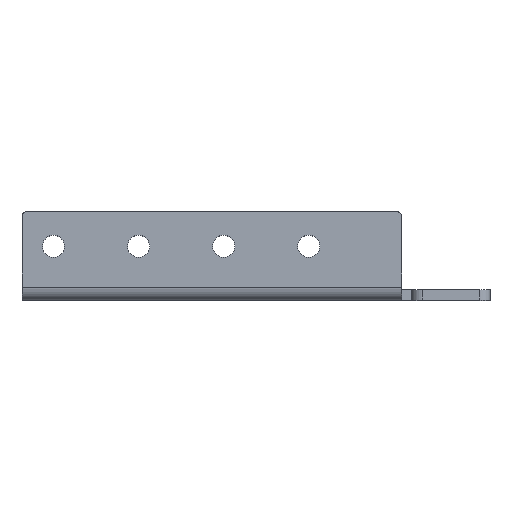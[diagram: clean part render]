
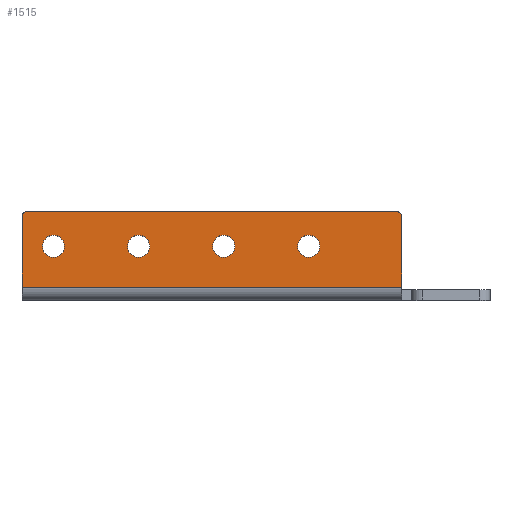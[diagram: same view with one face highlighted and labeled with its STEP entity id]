
A CAD part, top view. The second image highlights one B-rep face of the part: STEP entity #1515.
In plain terms, the highlighted planar face has unit normal (0, 0, 1).
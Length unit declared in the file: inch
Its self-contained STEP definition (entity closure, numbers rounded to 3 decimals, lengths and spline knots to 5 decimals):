
#8 = EDGE_LOOP ( 'NONE', ( #1796, #1892, #1947, #1802, #1820, #1941 ) ) ;
#73 = LINE ( 'NONE', #1659, #82 ) ;
#82 = VECTOR ( 'NONE', #1612, 39.37008 ) ;
#162 = EDGE_LOOP ( 'NONE', ( #1937, #1949 ) ) ;
#249 = CIRCLE ( 'NONE', #615, 0.13 ) ;
#271 = CIRCLE ( 'NONE', #660, 0.13 ) ;
#302 = CIRCLE ( 'NONE', #745, 0.13 ) ;
#316 = EDGE_LOOP ( 'NONE', ( #1808, #1849 ) ) ;
#332 = LINE ( 'NONE', #1413, #401 ) ;
#339 = LINE ( 'NONE', #1379, #341 ) ;
#341 = VECTOR ( 'NONE', #1380, 39.37008 ) ;
#350 = CIRCLE ( 'NONE', #737, 0.13 ) ;
#381 = CIRCLE ( 'NONE', #780, 0.13 ) ;
#396 = CIRCLE ( 'NONE', #641, 0.13 ) ;
#398 = LINE ( 'NONE', #1568, #586 ) ;
#401 = VECTOR ( 'NONE', #1414, 39.37008 ) ;
#412 = CIRCLE ( 'NONE', #661, 0.13 ) ;
#454 = CIRCLE ( 'NONE', #845, 0.06 ) ;
#516 = CIRCLE ( 'NONE', #625, 0.13 ) ;
#533 = FACE_BOUND ( 'NONE', #316, .T. ) ;
#535 = FACE_BOUND ( 'NONE', #544, .T. ) ;
#544 = EDGE_LOOP ( 'NONE', ( #1969, #1960 ) ) ;
#548 = FACE_BOUND ( 'NONE', #602, .T. ) ;
#559 = CIRCLE ( 'NONE', #720, 0.06 ) ;
#561 = FACE_BOUND ( 'NONE', #162, .T. ) ;
#586 = VECTOR ( 'NONE', #1578, 39.37008 ) ;
#601 = FACE_OUTER_BOUND ( 'NONE', #8, .T. ) ;
#602 = EDGE_LOOP ( 'NONE', ( #1805, #1973 ) ) ;
#615 = AXIS2_PLACEMENT_3D ( 'NONE', #1638, #1776, #1753 ) ;
#623 = EDGE_CURVE ( 'NONE', #1694, #1685, #73, .T. ) ;
#625 = AXIS2_PLACEMENT_3D ( 'NONE', #1376, #1377, #1378 ) ;
#641 = AXIS2_PLACEMENT_3D ( 'NONE', #1419, #1428, #1429 ) ;
#645 = AXIS2_PLACEMENT_3D ( 'NONE', #1126, #1122, #1121 ) ;
#651 = EDGE_CURVE ( 'NONE', #1685, #1593, #454, .T. ) ;
#655 = EDGE_CURVE ( 'NONE', #1553, #1708, #249, .T. ) ;
#660 = AXIS2_PLACEMENT_3D ( 'NONE', #1336, #1344, #1345 ) ;
#661 = AXIS2_PLACEMENT_3D ( 'NONE', #1304, #1305, #1306 ) ;
#663 = EDGE_CURVE ( 'NONE', #1699, #1608, #398, .T. ) ;
#720 = AXIS2_PLACEMENT_3D ( 'NONE', #1312, #1314, #1315 ) ;
#737 = AXIS2_PLACEMENT_3D ( 'NONE', #1392, #1399, #1400 ) ;
#739 = EDGE_CURVE ( 'NONE', #1735, #1725, #412, .T. ) ;
#745 = AXIS2_PLACEMENT_3D ( 'NONE', #1350, #1362, #1363 ) ;
#749 = EDGE_CURVE ( 'NONE', #1608, #1694, #559, .T. ) ;
#767 = EDGE_CURVE ( 'NONE', #1712, #1711, #271, .T. ) ;
#775 = EDGE_CURVE ( 'NONE', #1716, #1680, #302, .T. ) ;
#780 = AXIS2_PLACEMENT_3D ( 'NONE', #1432, #1440, #1441 ) ;
#788 = EDGE_CURVE ( 'NONE', #1725, #1735, #516, .T. ) ;
#790 = EDGE_CURVE ( 'NONE', #1699, #1554, #339, .T. ) ;
#799 = EDGE_CURVE ( 'NONE', #1708, #1553, #350, .T. ) ;
#811 = EDGE_CURVE ( 'NONE', #1593, #1554, #332, .T. ) ;
#821 = EDGE_CURVE ( 'NONE', #1680, #1716, #396, .T. ) ;
#828 = EDGE_CURVE ( 'NONE', #1711, #1712, #381, .T. ) ;
#845 = AXIS2_PLACEMENT_3D ( 'NONE', #1747, #1677, #1604 ) ;
#940 = CARTESIAN_POINT ( 'NONE',  ( 0.5, 0.635, 0.155 ) ) ;
#946 = CARTESIAN_POINT ( 'NONE',  ( 0.24, 0.635, 0.155 ) ) ;
#951 = CARTESIAN_POINT ( 'NONE',  ( 3.24, 0.635, 0.155 ) ) ;
#954 = CARTESIAN_POINT ( 'NONE',  ( 1.24, 0.635, 0.155 ) ) ;
#955 = CARTESIAN_POINT ( 'NONE',  ( 1.5, 0.635, 0.155 ) ) ;
#956 = CARTESIAN_POINT ( 'NONE',  ( 2.5, 0.635, 0.155 ) ) ;
#962 = CARTESIAN_POINT ( 'NONE',  ( 4.46, 0.155, 0.155 ) ) ;
#967 = CARTESIAN_POINT ( 'NONE',  ( 4.4, 1.045, 0.155 ) ) ;
#974 = CARTESIAN_POINT ( 'NONE',  ( 0.06, 1.045, 0.155 ) ) ;
#978 = CARTESIAN_POINT ( 'NONE',  ( 3.5, 0.635, 0.155 ) ) ;
#1005 = CARTESIAN_POINT ( 'NONE',  ( 4.46, 0.985, 0.155 ) ) ;
#1008 = CARTESIAN_POINT ( 'NONE',  ( 0., 0.985, 0.155 ) ) ;
#1016 = CARTESIAN_POINT ( 'NONE',  ( 0., 0.155, 0.155 ) ) ;
#1017 = CARTESIAN_POINT ( 'NONE',  ( 2.24, 0.635, 0.155 ) ) ;
#1121 = DIRECTION ( 'NONE',  ( -1., 0., 0. ) ) ;
#1122 = DIRECTION ( 'NONE',  ( 0., 0., -1. ) ) ;
#1126 = CARTESIAN_POINT ( 'NONE',  ( 0., 1.045, 0.155 ) ) ;
#1129 = PLANE ( 'NONE',  #645 ) ;
#1304 = CARTESIAN_POINT ( 'NONE',  ( 0.37, 0.635, 0.155 ) ) ;
#1305 = DIRECTION ( 'NONE',  ( 0., 0., 1. ) ) ;
#1306 = DIRECTION ( 'NONE',  ( 1., 0., 0. ) ) ;
#1312 = CARTESIAN_POINT ( 'NONE',  ( 4.4, 0.985, 0.155 ) ) ;
#1314 = DIRECTION ( 'NONE',  ( 0., 0., 1. ) ) ;
#1315 = DIRECTION ( 'NONE',  ( -1., 0., 0. ) ) ;
#1336 = CARTESIAN_POINT ( 'NONE',  ( 1.37, 0.635, 0.155 ) ) ;
#1344 = DIRECTION ( 'NONE',  ( 0., 0., 1. ) ) ;
#1345 = DIRECTION ( 'NONE',  ( 1., 0., 0. ) ) ;
#1350 = CARTESIAN_POINT ( 'NONE',  ( 3.37, 0.635, 0.155 ) ) ;
#1362 = DIRECTION ( 'NONE',  ( 0., 0., 1. ) ) ;
#1363 = DIRECTION ( 'NONE',  ( 1., 0., 0. ) ) ;
#1376 = CARTESIAN_POINT ( 'NONE',  ( 0.37, 0.635, 0.155 ) ) ;
#1377 = DIRECTION ( 'NONE',  ( 0., 0., 1. ) ) ;
#1378 = DIRECTION ( 'NONE',  ( 1., 0., 0. ) ) ;
#1379 = CARTESIAN_POINT ( 'NONE',  ( 0., 0.155, 0.155 ) ) ;
#1380 = DIRECTION ( 'NONE',  ( -1., 0., 0. ) ) ;
#1392 = CARTESIAN_POINT ( 'NONE',  ( 2.37, 0.635, 0.155 ) ) ;
#1399 = DIRECTION ( 'NONE',  ( 0., 0., 1. ) ) ;
#1400 = DIRECTION ( 'NONE',  ( 1., 0., 0. ) ) ;
#1413 = CARTESIAN_POINT ( 'NONE',  ( 0., 1.045, 0.155 ) ) ;
#1414 = DIRECTION ( 'NONE',  ( 0., -1., 0. ) ) ;
#1419 = CARTESIAN_POINT ( 'NONE',  ( 3.37, 0.635, 0.155 ) ) ;
#1428 = DIRECTION ( 'NONE',  ( 0., 0., 1. ) ) ;
#1429 = DIRECTION ( 'NONE',  ( 1., 0., 0. ) ) ;
#1432 = CARTESIAN_POINT ( 'NONE',  ( 1.37, 0.635, 0.155 ) ) ;
#1440 = DIRECTION ( 'NONE',  ( 0., 0., 1. ) ) ;
#1441 = DIRECTION ( 'NONE',  ( 1., 0., 0. ) ) ;
#1515 = ADVANCED_FACE ( 'NONE', ( #561, #533, #601, #535, #548 ), #1129, .F. ) ;
#1553 = VERTEX_POINT ( 'NONE', #1017 ) ;
#1554 = VERTEX_POINT ( 'NONE', #1016 ) ;
#1568 = CARTESIAN_POINT ( 'NONE',  ( 4.46, 1.045, 0.155 ) ) ;
#1578 = DIRECTION ( 'NONE',  ( 0., 1., 0. ) ) ;
#1593 = VERTEX_POINT ( 'NONE', #1008 ) ;
#1604 = DIRECTION ( 'NONE',  ( -1., 0., 0. ) ) ;
#1608 = VERTEX_POINT ( 'NONE', #1005 ) ;
#1612 = DIRECTION ( 'NONE',  ( -1., 0., 0. ) ) ;
#1638 = CARTESIAN_POINT ( 'NONE',  ( 2.37, 0.635, 0.155 ) ) ;
#1659 = CARTESIAN_POINT ( 'NONE',  ( 0., 1.045, 0.155 ) ) ;
#1677 = DIRECTION ( 'NONE',  ( 0., 0., 1. ) ) ;
#1680 = VERTEX_POINT ( 'NONE', #978 ) ;
#1685 = VERTEX_POINT ( 'NONE', #974 ) ;
#1694 = VERTEX_POINT ( 'NONE', #967 ) ;
#1699 = VERTEX_POINT ( 'NONE', #962 ) ;
#1708 = VERTEX_POINT ( 'NONE', #956 ) ;
#1711 = VERTEX_POINT ( 'NONE', #955 ) ;
#1712 = VERTEX_POINT ( 'NONE', #954 ) ;
#1716 = VERTEX_POINT ( 'NONE', #951 ) ;
#1725 = VERTEX_POINT ( 'NONE', #946 ) ;
#1735 = VERTEX_POINT ( 'NONE', #940 ) ;
#1747 = CARTESIAN_POINT ( 'NONE',  ( 0.06, 0.985, 0.155 ) ) ;
#1753 = DIRECTION ( 'NONE',  ( 1., 0., 0. ) ) ;
#1776 = DIRECTION ( 'NONE',  ( 0., 0., 1. ) ) ;
#1796 = ORIENTED_EDGE ( 'NONE', *, *, #663, .T. ) ;
#1802 = ORIENTED_EDGE ( 'NONE', *, *, #651, .T. ) ;
#1805 = ORIENTED_EDGE ( 'NONE', *, *, #821, .F. ) ;
#1808 = ORIENTED_EDGE ( 'NONE', *, *, #739, .F. ) ;
#1820 = ORIENTED_EDGE ( 'NONE', *, *, #811, .T. ) ;
#1849 = ORIENTED_EDGE ( 'NONE', *, *, #788, .F. ) ;
#1892 = ORIENTED_EDGE ( 'NONE', *, *, #749, .T. ) ;
#1937 = ORIENTED_EDGE ( 'NONE', *, *, #828, .F. ) ;
#1941 = ORIENTED_EDGE ( 'NONE', *, *, #790, .F. ) ;
#1947 = ORIENTED_EDGE ( 'NONE', *, *, #623, .T. ) ;
#1949 = ORIENTED_EDGE ( 'NONE', *, *, #767, .F. ) ;
#1960 = ORIENTED_EDGE ( 'NONE', *, *, #655, .F. ) ;
#1969 = ORIENTED_EDGE ( 'NONE', *, *, #799, .F. ) ;
#1973 = ORIENTED_EDGE ( 'NONE', *, *, #775, .F. ) ;
